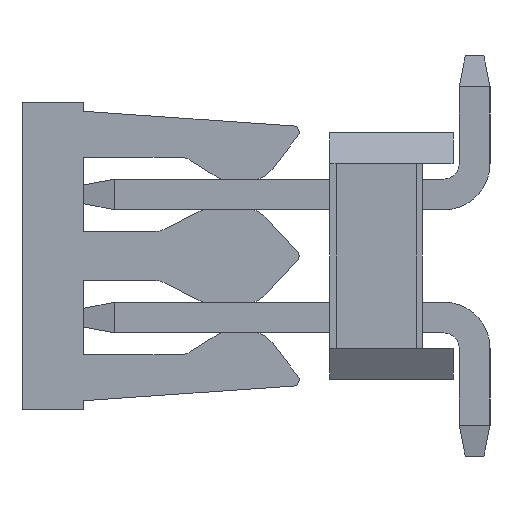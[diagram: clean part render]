
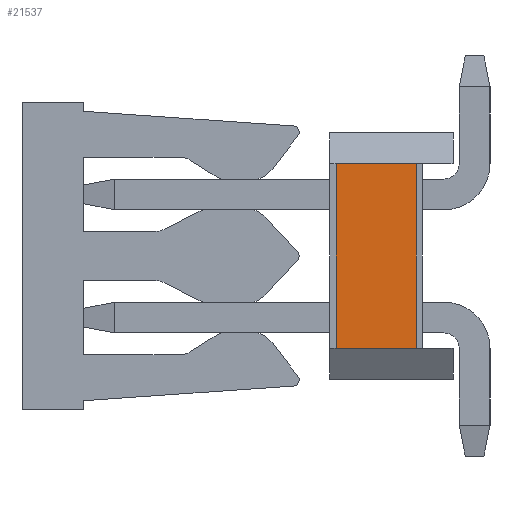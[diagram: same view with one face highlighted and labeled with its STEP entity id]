
A CAD part, left-side view. The second image highlights one B-rep face of the part: STEP entity #21537.
In plain terms, the highlighted planar face has unit normal (-1, 0, 0).
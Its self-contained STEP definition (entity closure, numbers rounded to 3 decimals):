
#12315=CARTESIAN_POINT('',(-1.,1.9,1.5));
#12316=VERTEX_POINT('',#12315);
#12324=CARTESIAN_POINT('',(-1.,1.9,-1.5));
#12325=VERTEX_POINT('',#12324);
#12332=CARTESIAN_POINT('',(-1.,1.9,-1.5));
#12333=DIRECTION('',(0.,0.,1.));
#12334=VECTOR('',#12333,3.);
#12335=LINE('',#12332,#12334);
#12336=EDGE_CURVE('',#12325,#12316,#12335,.T.);
#12697=CARTESIAN_POINT('',(-1.,0.6,-1.5));
#12698=VERTEX_POINT('',#12697);
#12706=CARTESIAN_POINT('',(-1.,0.6,1.5));
#12707=VERTEX_POINT('',#12706);
#12714=CARTESIAN_POINT('',(-1.,0.6,1.5));
#12715=DIRECTION('',(0.,0.,-1.));
#12716=VECTOR('',#12715,3.);
#12717=LINE('',#12714,#12716);
#12718=EDGE_CURVE('',#12707,#12698,#12717,.T.);
#21516=CARTESIAN_POINT('',(-1.,0.,-2.));
#21517=DIRECTION('',(0.,0.,1.));
#21518=DIRECTION('',(-1.,0.,0.));
#21519=AXIS2_PLACEMENT_3D('',#21516,#21518,#21517);
#21520=PLANE('',#21519);
#21521=CARTESIAN_POINT('',(-1.,0.6,1.5));
#21522=DIRECTION('',(0.,1.,0.));
#21523=VECTOR('',#21522,1.3);
#21524=LINE('',#21521,#21523);
#21525=EDGE_CURVE('',#12707,#12316,#21524,.T.);
#21526=ORIENTED_EDGE('',*,*,#21525,.T.);
#21527=ORIENTED_EDGE('',*,*,#12336,.F.);
#21528=CARTESIAN_POINT('',(-1.,1.9,-1.5));
#21529=DIRECTION('',(0.,-1.,0.));
#21530=VECTOR('',#21529,1.3);
#21531=LINE('',#21528,#21530);
#21532=EDGE_CURVE('',#12325,#12698,#21531,.T.);
#21533=ORIENTED_EDGE('',*,*,#21532,.T.);
#21534=ORIENTED_EDGE('',*,*,#12718,.F.);
#21535=EDGE_LOOP('',(#21526,#21527,#21533,#21534));
#21536=FACE_OUTER_BOUND('',#21535,.T.);
#21537=ADVANCED_FACE('',(#21536),#21520,.T.);
